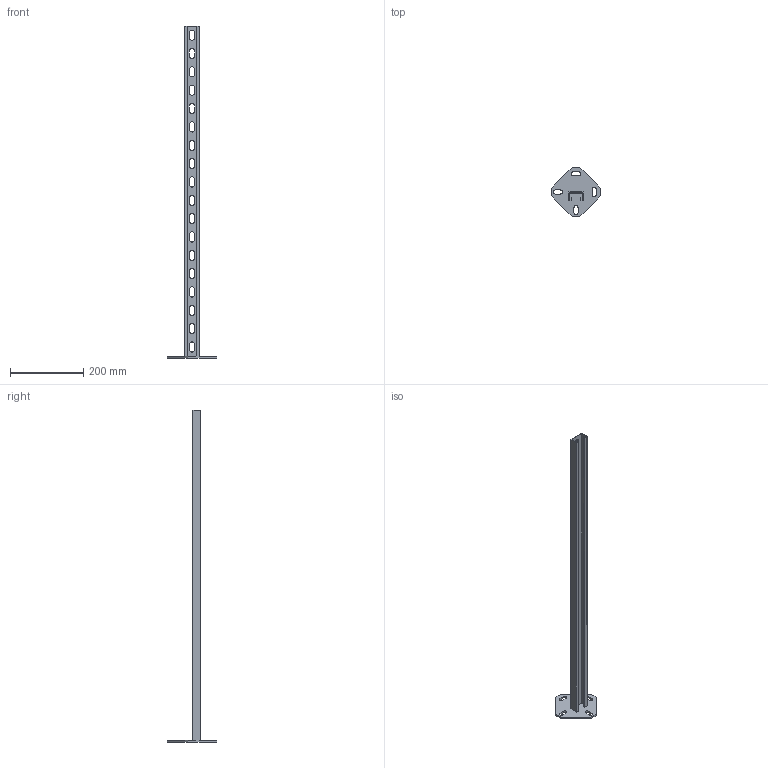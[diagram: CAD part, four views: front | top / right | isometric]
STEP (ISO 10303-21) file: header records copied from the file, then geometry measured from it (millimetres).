
FILE_DESCRIPTION (( 'STEP AP214' ), '1' );
FILE_NAME ('6342764.STEP', '2019-12-02T10:22:56', ( '' ), ( '' ), 'SwSTEP 2.0', 'SolidWorks 2018', '' );
FILE_SCHEMA (( 'AUTOMOTIVE_DESIGN' ));
Length unit declared in the file: millimetre
Products named in the file (3): 055764_H=17; 6342764; 011035_L=0900
Assembly tree (2 placements, depth 2):
  6342764
    055764_H=17
    011035_L=0900
Bounding box: 134.35 x 134.35 x 905 mm (x, y, z)
Volume: 224271.6 mm3; surface area: 202184.7 mm2
Topology: 2 solids, 2 shells, 160 faces, 468 edges, 312 vertices
Faces by surface type: plane 96, cylinder 64
Entity records: 5518 total; most frequent: CARTESIAN_POINT 945, ORIENTED_EDGE 936, DIRECTION 926, EDGE_CURVE 468, VECTOR 340, LINE 340, VERTEX_POINT 312, AXIS2_PLACEMENT_3D 293
